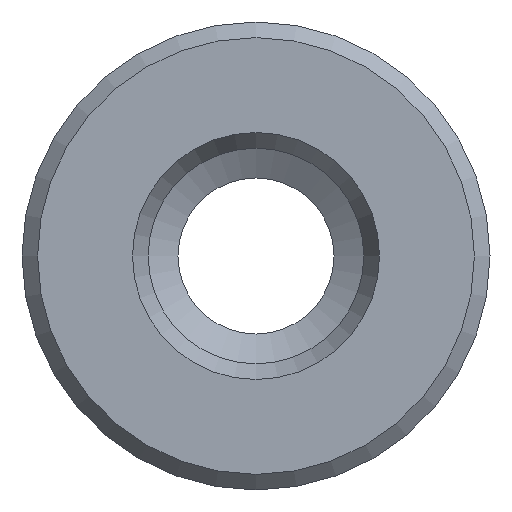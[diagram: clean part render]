
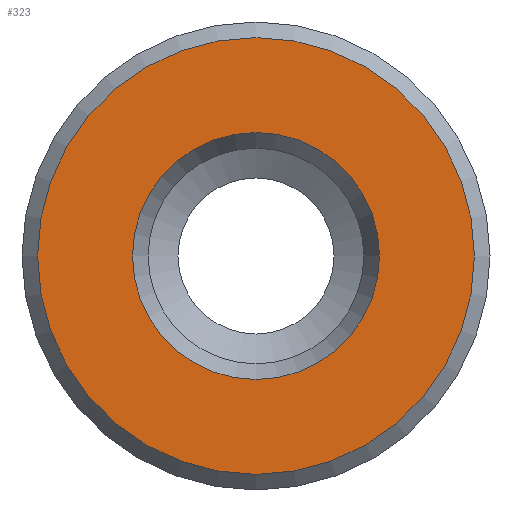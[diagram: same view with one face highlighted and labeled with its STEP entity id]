
A CAD part, front view. The second image highlights one B-rep face of the part: STEP entity #323.
In plain terms, the highlighted planar face has unit normal (0, -1, 0).
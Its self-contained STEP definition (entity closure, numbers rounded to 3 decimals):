
#50=ORIENTED_EDGE('',*,*,#110,.F.);
#51=ORIENTED_EDGE('',*,*,#111,.T.);
#110=EDGE_CURVE('',#140,#140,#170,.T.);
#111=EDGE_CURVE('',#141,#141,#171,.T.);
#140=VERTEX_POINT('',#563);
#141=VERTEX_POINT('',#565);
#170=CIRCLE('',#373,4.2);
#171=CIRCLE('',#374,2.375);
#200=EDGE_LOOP('',(#50));
#201=EDGE_LOOP('',(#51));
#260=FACE_BOUND('',#200,.T.);
#261=FACE_BOUND('',#201,.T.);
#317=PLANE('',#372);
#323=ADVANCED_FACE('',(#260,#261),#317,.T.);
#372=AXIS2_PLACEMENT_3D('',#561,#443,#444);
#373=AXIS2_PLACEMENT_3D('',#562,#445,#446);
#374=AXIS2_PLACEMENT_3D('',#564,#447,#448);
#443=DIRECTION('',(0.,-1.,0.));
#444=DIRECTION('',(0.,0.,1.));
#445=DIRECTION('',(0.,1.,0.));
#446=DIRECTION('',(0.,0.,-1.));
#447=DIRECTION('',(0.,1.,0.));
#448=DIRECTION('',(0.,0.,-1.));
#561=CARTESIAN_POINT('',(-4.2,-14.1,0.));
#562=CARTESIAN_POINT('',(0.,-14.1,0.));
#563=CARTESIAN_POINT('',(0.,-14.1,-4.2));
#564=CARTESIAN_POINT('',(0.,-14.1,0.));
#565=CARTESIAN_POINT('',(0.,-14.1,-2.375));
